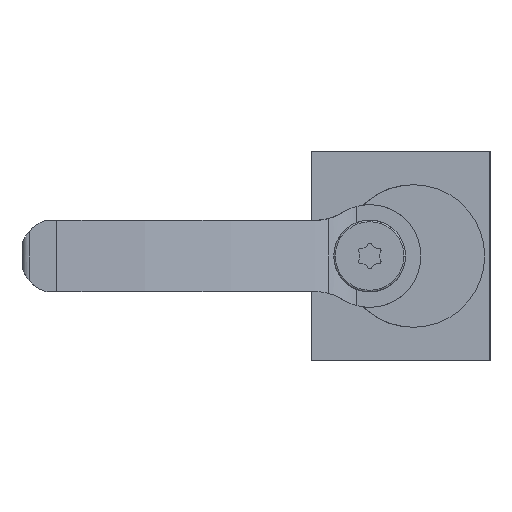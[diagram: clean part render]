
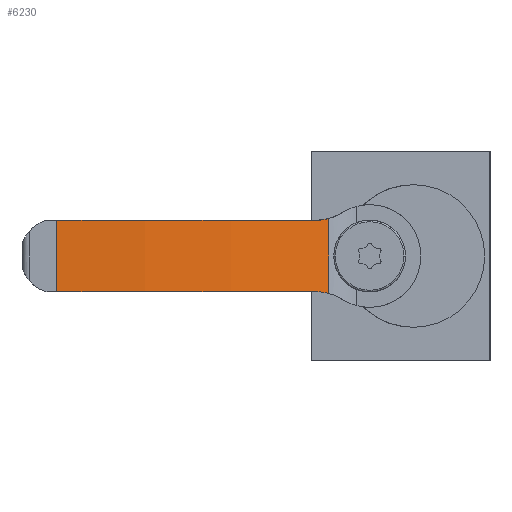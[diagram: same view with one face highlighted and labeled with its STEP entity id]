
A CAD part, left-side view. The second image highlights one B-rep face of the part: STEP entity #6230.
In plain terms, the highlighted cylindrical face has radius 165.841 mm (diameter 331.682 mm), a partial arc.
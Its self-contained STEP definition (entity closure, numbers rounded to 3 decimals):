
#1089=CARTESIAN_POINT('',(-33.79,36.19,
-31.9));
#1090=CARTESIAN_POINT('',(-33.92,36.517,
-31.811));
#1091=CARTESIAN_POINT('',(-34.18,37.177,
-31.663));
#1092=CARTESIAN_POINT('',(-34.568,38.184,
-31.53));
#1093=CARTESIAN_POINT('',(-34.824,38.859,-31.5));
#1094=CARTESIAN_POINT('',(-34.95,39.196,-31.5));
#1125=CARTESIAN_POINT('',(120.341,97.402,-31.5));
#1126=DIRECTION('',(0.,0.,1.));
#1127=DIRECTION('',(-1.,-0.001,0.));
#1128=AXIS2_PLACEMENT_3D('',#1125,#1126,#1127);
#1149=CARTESIAN_POINT('',(120.341,97.402,-15.5));
#1150=DIRECTION('',(0.,0.,-1.));
#1151=DIRECTION('',(-0.936,-0.351,0.));
#1152=AXIS2_PLACEMENT_3D('',#1149,#1150,#1151);
#1186=CARTESIAN_POINT('',(-34.95,39.196,-15.5));
#1187=CARTESIAN_POINT('',(-34.824,38.859,-15.5));
#1188=CARTESIAN_POINT('',(-34.568,38.184,
-15.47));
#1189=CARTESIAN_POINT('',(-34.18,37.177,
-15.337));
#1190=CARTESIAN_POINT('',(-33.92,36.517,
-15.189));
#1191=CARTESIAN_POINT('',(-33.79,36.19,
-15.1));
#1197=DIRECTION('',(0.,0.,1.));
#1198=VECTOR('',#1197,16.);
#1199=CARTESIAN_POINT('',(-45.5,97.2,-31.5));
#1200=LINE('',#1199,#1198);
#1201=DIRECTION('',(0.,0.,-1.));
#1202=VECTOR('',#1201,16.8);
#1203=CARTESIAN_POINT('',(-33.79,36.19,
-15.1));
#1204=LINE('',#1203,#1202);
#3924=CARTESIAN_POINT('',(-34.95,39.196,-15.5));
#3925=VERTEX_POINT('',#3924);
#3926=VERTEX_POINT('',#1191);
#3937=CARTESIAN_POINT('',(-33.79,36.19,
-31.9));
#3938=VERTEX_POINT('',#3937);
#3939=VERTEX_POINT('',#1094);
#3944=CARTESIAN_POINT('',(-45.5,97.2,-31.5));
#3945=VERTEX_POINT('',#3944);
#3982=CARTESIAN_POINT('',(-45.5,97.2,-15.5));
#3983=VERTEX_POINT('',#3982);
#6216=CARTESIAN_POINT('',(120.341,97.402,-32.236));
#6217=DIRECTION('',(0.,0.,1.));
#6218=DIRECTION('',(0.,1.,0.));
#6219=AXIS2_PLACEMENT_3D('',#6216,#6217,#6218);
#6220=CYLINDRICAL_SURFACE('',#6219,165.841);
#6221=ORIENTED_EDGE('',*,*,#6109,.T.);
#6222=ORIENTED_EDGE('',*,*,#6139,.F.);
#6224=ORIENTED_EDGE('',*,*,#6223,.T.);
#6225=ORIENTED_EDGE('',*,*,#6182,.F.);
#6226=ORIENTED_EDGE('',*,*,#6210,.T.);
#6227=ORIENTED_EDGE('',*,*,#6087,.T.);
#6228=EDGE_LOOP('',(#6221,#6222,#6224,#6225,#6226,#6227));
#6229=FACE_OUTER_BOUND('',#6228,.F.);
#6230=ADVANCED_FACE('',(#6229),#6220,.T.);
#1095=B_SPLINE_CURVE_WITH_KNOTS('',3,(#1089,#1090,#1091,#1092,#1093,#1094),
.UNSPECIFIED.,.F.,.F.,(4,1,1,4),(0.,0.333,0.667,1.),
.UNSPECIFIED.);
#1129=CIRCLE('',#1128,165.841);
#1153=CIRCLE('',#1152,165.841);
#1192=B_SPLINE_CURVE_WITH_KNOTS('',3,(#1186,#1187,#1188,#1189,#1190,#1191),
.UNSPECIFIED.,.F.,.F.,(4,1,1,4),(0.,0.333,0.667,1.),
.UNSPECIFIED.);
#6087=EDGE_CURVE('',#3926,#3938,#1204,.T.);
#6109=EDGE_CURVE('',#3938,#3939,#1095,.T.);
#6139=EDGE_CURVE('',#3945,#3939,#1129,.T.);
#6182=EDGE_CURVE('',#3925,#3983,#1153,.T.);
#6210=EDGE_CURVE('',#3925,#3926,#1192,.T.);
#6223=EDGE_CURVE('',#3945,#3983,#1200,.T.);
